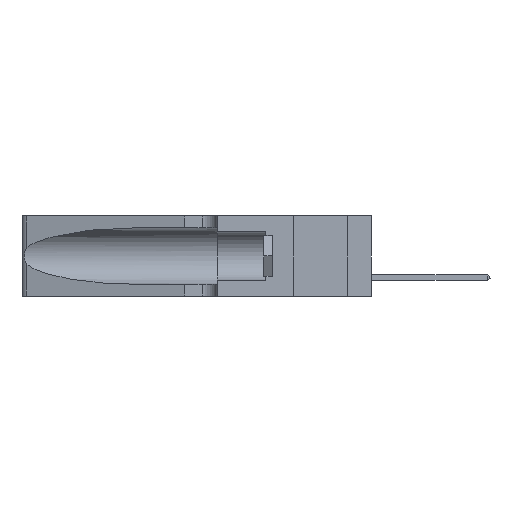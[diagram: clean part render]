
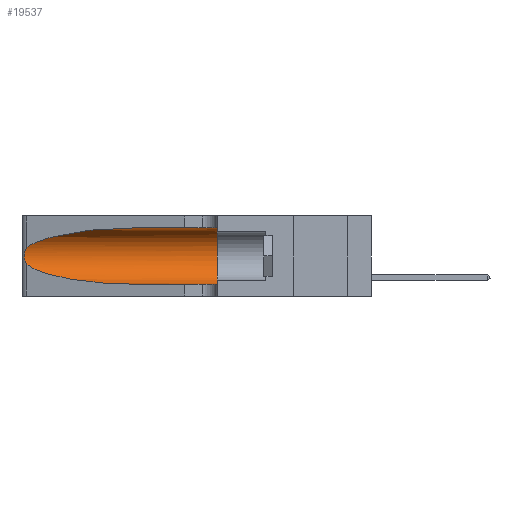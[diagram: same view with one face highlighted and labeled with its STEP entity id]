
A CAD part, left-side view. The second image highlights one B-rep face of the part: STEP entity #19537.
In plain terms, the highlighted cylindrical face has radius 3.308 mm (diameter 6.617 mm), a partial arc.
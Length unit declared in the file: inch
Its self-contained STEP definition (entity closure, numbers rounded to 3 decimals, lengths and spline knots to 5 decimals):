
#359 = CARTESIAN_POINT ( 'NONE',  ( 0.25487, 1.22718, 0.22369 ) ) ;
#849 = CARTESIAN_POINT ( 'NONE',  ( 0.25487, 1.22718, 0.14631 ) ) ;
#967 = EDGE_CURVE ( 'NONE', #21609, #36911, #17095, .T. ) ;
#1106 = CARTESIAN_POINT ( 'NONE',  ( 0.2373, 1.15595, 0.08982 ) ) ;
#1934 = DIRECTION ( 'NONE',  ( 0., 0., 1. ) ) ;
#1935 =( BOUNDED_CURVE ( )  B_SPLINE_CURVE ( 3, ( #17903, #27837, #24637, #12453 ),
 .UNSPECIFIED., .F., .T. ) 
 B_SPLINE_CURVE_WITH_KNOTS ( ( 4, 4 ),
 ( 1.5708, 2.84003 ),
 .UNSPECIFIED. ) 
 CURVE ( )  GEOMETRIC_REPRESENTATION_ITEM ( )  RATIONAL_B_SPLINE_CURVE ( ( 1., 0.87, 0.87, 1. ) ) 
 REPRESENTATION_ITEM ( '' )  );
#2656 = CARTESIAN_POINT ( 'NONE',  ( 0.25555, 1.22993, 0.14849 ) ) ;
#3019 = VECTOR ( 'NONE', #26525, 39.37008 ) ;
#3678 =( BOUNDED_CURVE ( )  B_SPLINE_CURVE ( 3, ( #849, #1106, #38580, #14057 ),
 .UNSPECIFIED., .F., .F. ) 
 B_SPLINE_CURVE_WITH_KNOTS ( ( 4, 4 ),
 ( 3.44316, 4.71239 ),
 .UNSPECIFIED. ) 
 CURVE ( )  GEOMETRIC_REPRESENTATION_ITEM ( )  RATIONAL_B_SPLINE_CURVE ( ( 1., 0.87, 0.87, 1. ) ) 
 REPRESENTATION_ITEM ( '' )  );
#4137 = EDGE_CURVE ( 'NONE', #4206, #21609, #25035, .T. ) ;
#4206 = VERTEX_POINT ( 'NONE', #26211 ) ;
#4221 = ORIENTED_EDGE ( 'NONE', *, *, #4137, .F. ) ;
#5385 = CARTESIAN_POINT ( 'NONE',  ( 0.26075, 1.23896, 0.178 ) ) ;
#5646 = CARTESIAN_POINT ( 'NONE',  ( 0.25789, 1.23486, 0.15765 ) ) ;
#7519 = ORIENTED_EDGE ( 'NONE', *, *, #38256, .T. ) ;
#8118 = FACE_OUTER_BOUND ( 'NONE', #12665, .T. ) ;
#8838 = CARTESIAN_POINT ( 'NONE',  ( 0.25639, 1.23184, 0.21858 ) ) ;
#9273 = ORIENTED_EDGE ( 'NONE', *, *, #34226, .T. ) ;
#9871 = CARTESIAN_POINT ( 'NONE',  ( 0.25487, 1.22718, 0.14631 ) ) ;
#11643 = DIRECTION ( 'NONE',  ( 0., 1., 0. ) ) ;
#12453 = CARTESIAN_POINT ( 'NONE',  ( 0.25487, 1.22718, 0.22369 ) ) ;
#12665 = EDGE_LOOP ( 'NONE', ( #28340, #9273, #36773, #7519, #27640, #4221 ) ) ;
#14057 = CARTESIAN_POINT ( 'NONE',  ( 0.1305, 0.72297, 0.05475 ) ) ;
#14596 = AXIS2_PLACEMENT_3D ( 'NONE', #14741, #11643, #1934 ) ;
#14741 = CARTESIAN_POINT ( 'NONE',  ( 0.1305, 0.35, 0.185 ) ) ;
#15053 = CARTESIAN_POINT ( 'NONE',  ( 0.25856, 1.23593, 0.16098 ) ) ;
#15388 = DIRECTION ( 'NONE',  ( 0., -1., 0. ) ) ;
#17095 = CIRCLE ( 'NONE', #14596, 0.13025 ) ;
#17109 = CARTESIAN_POINT ( 'NONE',  ( 0.1305, 1.61858, 0.05475 ) ) ;
#17797 = CARTESIAN_POINT ( 'NONE',  ( 0.25487, 1.22718, 0.22369 ) ) ;
#17903 = CARTESIAN_POINT ( 'NONE',  ( 0.1305, 0.72297, 0.31525 ) ) ;
#18764 = EDGE_CURVE ( 'NONE', #4206, #34460, #1935, .T. ) ;
#19537 = ADVANCED_FACE ( 'NONE', ( #8118 ), #26487, .F. ) ;
#19708 = VECTOR ( 'NONE', #22693, 39.37008 ) ;
#20945 = CARTESIAN_POINT ( 'NONE',  ( 0.1305, 0.35, 0.31525 ) ) ;
#21609 = VERTEX_POINT ( 'NONE', #20945 ) ;
#22693 = DIRECTION ( 'NONE',  ( 0., -1., 0. ) ) ;
#23320 = LINE ( 'NONE', #17109, #3019 ) ;
#23999 = B_SPLINE_CURVE_WITH_KNOTS ( 'NONE', 3,
 ( #17797, #39620, #8838, #33055, #26950, #24267, #27346, #5385, #39351, #15053, #5646, #39485, #2656, #27218 ),
 .UNSPECIFIED., .F., .F.,
 ( 4, 2, 2, 2, 2, 2, 4 ),
 ( 0., 0.00027, 0.00053, 0.00107, 0.0016, 0.00187, 0.00214 ),
 .UNSPECIFIED. ) ;
#24267 = CARTESIAN_POINT ( 'NONE',  ( 0.26018, 1.23835, 0.19895 ) ) ;
#24568 = VERTEX_POINT ( 'NONE', #32411 ) ;
#24637 = CARTESIAN_POINT ( 'NONE',  ( 0.2373, 1.15595, 0.28018 ) ) ;
#25035 = LINE ( 'NONE', #37922, #19708 ) ;
#26211 = CARTESIAN_POINT ( 'NONE',  ( 0.1305, 0.72297, 0.31525 ) ) ;
#26487 = CYLINDRICAL_SURFACE ( 'NONE', #27209, 0.13025 ) ;
#26525 = DIRECTION ( 'NONE',  ( 0., -1., 0. ) ) ;
#26950 = CARTESIAN_POINT ( 'NONE',  ( 0.25854, 1.2359, 0.20912 ) ) ;
#27209 = AXIS2_PLACEMENT_3D ( 'NONE', #33909, #15388, #37331 ) ;
#27218 = CARTESIAN_POINT ( 'NONE',  ( 0.25487, 1.22718, 0.14631 ) ) ;
#27346 = CARTESIAN_POINT ( 'NONE',  ( 0.26075, 1.23896, 0.19203 ) ) ;
#27640 = ORIENTED_EDGE ( 'NONE', *, *, #967, .F. ) ;
#27808 = EDGE_CURVE ( 'NONE', #38654, #24568, #3678, .T. ) ;
#27837 = CARTESIAN_POINT ( 'NONE',  ( 0.18966, 0.96281, 0.31525 ) ) ;
#28340 = ORIENTED_EDGE ( 'NONE', *, *, #18764, .T. ) ;
#32411 = CARTESIAN_POINT ( 'NONE',  ( 0.1305, 0.72297, 0.05475 ) ) ;
#32982 = CARTESIAN_POINT ( 'NONE',  ( 0.1305, 0.35, 0.05475 ) ) ;
#33055 = CARTESIAN_POINT ( 'NONE',  ( 0.25787, 1.23484, 0.2124 ) ) ;
#33909 = CARTESIAN_POINT ( 'NONE',  ( 0.1305, 1.61858, 0.185 ) ) ;
#34226 = EDGE_CURVE ( 'NONE', #34460, #38654, #23999, .T. ) ;
#34460 = VERTEX_POINT ( 'NONE', #359 ) ;
#36773 = ORIENTED_EDGE ( 'NONE', *, *, #27808, .T. ) ;
#36911 = VERTEX_POINT ( 'NONE', #32982 ) ;
#37331 = DIRECTION ( 'NONE',  ( 0., 0., -1. ) ) ;
#37922 = CARTESIAN_POINT ( 'NONE',  ( 0.1305, 1.61858, 0.31525 ) ) ;
#38256 = EDGE_CURVE ( 'NONE', #24568, #36911, #23320, .T. ) ;
#38580 = CARTESIAN_POINT ( 'NONE',  ( 0.18966, 0.96281, 0.05475 ) ) ;
#38654 = VERTEX_POINT ( 'NONE', #9871 ) ;
#39351 = CARTESIAN_POINT ( 'NONE',  ( 0.26017, 1.23833, 0.17102 ) ) ;
#39485 = CARTESIAN_POINT ( 'NONE',  ( 0.25639, 1.23186, 0.15144 ) ) ;
#39620 = CARTESIAN_POINT ( 'NONE',  ( 0.25555, 1.22994, 0.2215 ) ) ;
